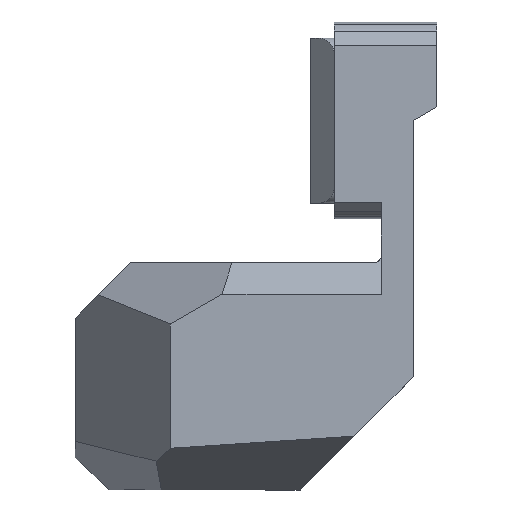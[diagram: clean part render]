
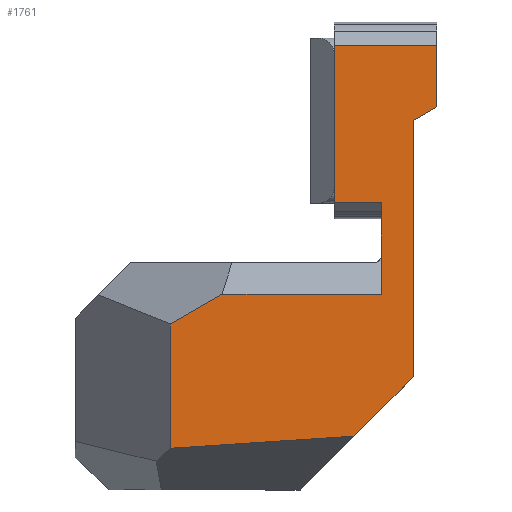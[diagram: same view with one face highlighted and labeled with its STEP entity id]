
A CAD part, left-side view. The second image highlights one B-rep face of the part: STEP entity #1761.
In plain terms, the highlighted planar face has unit normal (-1, 0, 0).
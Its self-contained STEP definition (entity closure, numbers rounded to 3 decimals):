
#5 = EDGE_LOOP ( 'NONE', ( #1456, #961, #56, #1937, #1977, #898, #675, #323, #1322, #588, #1050, #739 ) ) ;
#20 = CARTESIAN_POINT ( 'NONE',  ( 12.5, 28.125, 39.184 ) ) ;
#21 = DIRECTION ( 'NONE',  ( 0., 0., -1. ) ) ;
#41 = VECTOR ( 'NONE', #258, 1000. ) ;
#54 = CARTESIAN_POINT ( 'NONE',  ( 12.5, 24.825, 50.165 ) ) ;
#56 = ORIENTED_EDGE ( 'NONE', *, *, #1739, .F. ) ;
#151 = VERTEX_POINT ( 'NONE', #999 ) ;
#185 = DIRECTION ( 'NONE',  ( 0., 1., 0. ) ) ;
#204 = DIRECTION ( 'NONE',  ( 0., 0.866, -0.499 ) ) ;
#210 = VERTEX_POINT ( 'NONE', #1441 ) ;
#227 = LINE ( 'NONE', #1301, #1001 ) ;
#229 = VERTEX_POINT ( 'NONE', #1133 ) ;
#233 = VERTEX_POINT ( 'NONE', #974 ) ;
#258 = DIRECTION ( 'NONE',  ( 0., 0.866, -0.5 ) ) ;
#323 = ORIENTED_EDGE ( 'NONE', *, *, #1455, .T. ) ;
#343 = LINE ( 'NONE', #20, #513 ) ;
#382 = VERTEX_POINT ( 'NONE', #1074 ) ;
#432 = VERTEX_POINT ( 'NONE', #1582 ) ;
#441 = CARTESIAN_POINT ( 'NONE',  ( 12.5, 37.939, 11.967 ) ) ;
#496 = DIRECTION ( 'NONE',  ( 1., 0., 0. ) ) ;
#513 = VECTOR ( 'NONE', #653, 1000. ) ;
#518 = EDGE_CURVE ( 'NONE', #382, #997, #1660, .T. ) ;
#545 = CARTESIAN_POINT ( 'NONE',  ( 12.5, 21.625, 34.683 ) ) ;
#562 = CARTESIAN_POINT ( 'NONE',  ( 12.5, 24.825, 21.681 ) ) ;
#566 = EDGE_CURVE ( 'NONE', #724, #1166, #591, .T. ) ;
#568 = CARTESIAN_POINT ( 'NONE',  ( 12.5, 26.475, 37.434 ) ) ;
#571 = VECTOR ( 'NONE', #1105, 1000. ) ;
#588 = ORIENTED_EDGE ( 'NONE', *, *, #518, .T. ) ;
#591 = LINE ( 'NONE', #562, #2020 ) ;
#601 = EDGE_CURVE ( 'NONE', #229, #1933, #1346, .T. ) ;
#653 = DIRECTION ( 'NONE',  ( 0., 0., 1. ) ) ;
#664 = EDGE_CURVE ( 'NONE', #432, #151, #343, .T. ) ;
#675 = ORIENTED_EDGE ( 'NONE', *, *, #601, .F. ) ;
#724 = VERTEX_POINT ( 'NONE', #1916 ) ;
#734 = CARTESIAN_POINT ( 'NONE',  ( 12.5, 35.234, 21.681 ) ) ;
#739 = ORIENTED_EDGE ( 'NONE', *, *, #1695, .F. ) ;
#778 = AXIS2_PLACEMENT_3D ( 'NONE', #54, #496, #1287 ) ;
#859 = DIRECTION ( 'NONE',  ( 0., -1., 0. ) ) ;
#897 = CARTESIAN_POINT ( 'NONE',  ( 12.5, 23.125, 57.425 ) ) ;
#898 = ORIENTED_EDGE ( 'NONE', *, *, #954, .T. ) ;
#947 = VECTOR ( 'NONE', #1554, 1000. ) ;
#949 = VECTOR ( 'NONE', #185, 1000. ) ;
#954 = EDGE_CURVE ( 'NONE', #1166, #1933, #227, .T. ) ;
#961 = ORIENTED_EDGE ( 'NONE', *, *, #664, .F. ) ;
#969 = CARTESIAN_POINT ( 'NONE',  ( 12.5, 38.493, 29.726 ) ) ;
#974 = CARTESIAN_POINT ( 'NONE',  ( 12.5, 21.625, 33.555 ) ) ;
#997 = VERTEX_POINT ( 'NONE', #1767 ) ;
#999 = CARTESIAN_POINT ( 'NONE',  ( 12.5, 28.125, 37.434 ) ) ;
#1001 = VECTOR ( 'NONE', #204, 1000. ) ;
#1004 = VECTOR ( 'NONE', #21, 1000. ) ;
#1029 = CARTESIAN_POINT ( 'NONE',  ( 12.5, 22.167, 33.242 ) ) ;
#1044 = VECTOR ( 'NONE', #1872, 1000. ) ;
#1048 = CARTESIAN_POINT ( 'NONE',  ( 12.5, 25.125, 27.481 ) ) ;
#1050 = ORIENTED_EDGE ( 'NONE', *, *, #1458, .F. ) ;
#1074 = CARTESIAN_POINT ( 'NONE',  ( 12.5, 23.125, 16.448 ) ) ;
#1105 = DIRECTION ( 'NONE',  ( 0., 0., 1. ) ) ;
#1133 = CARTESIAN_POINT ( 'NONE',  ( 12.5, 38.493, 11.931 ) ) ;
#1143 = VECTOR ( 'NONE', #1962, 1000. ) ;
#1166 = VERTEX_POINT ( 'NONE', #734 ) ;
#1189 = VERTEX_POINT ( 'NONE', #1048 ) ;
#1250 = CARTESIAN_POINT ( 'NONE',  ( 12.5, 27.286, 12.287 ) ) ;
#1254 = LINE ( 'NONE', #1608, #1004 ) ;
#1287 = DIRECTION ( 'NONE',  ( 0., 0., -1. ) ) ;
#1301 = CARTESIAN_POINT ( 'NONE',  ( 12.5, 42.209, 17.662 ) ) ;
#1310 = LINE ( 'NONE', #1934, #949 ) ;
#1320 = CARTESIAN_POINT ( 'NONE',  ( 12.5, 21.625, 37.434 ) ) ;
#1322 = ORIENTED_EDGE ( 'NONE', *, *, #2018, .T. ) ;
#1346 = LINE ( 'NONE', #969, #571 ) ;
#1387 = LINE ( 'NONE', #1250, #1044 ) ;
#1441 = CARTESIAN_POINT ( 'NONE',  ( 12.5, 26.876, 12.697 ) ) ;
#1455 = EDGE_CURVE ( 'NONE', #229, #210, #1698, .T. ) ;
#1456 = ORIENTED_EDGE ( 'NONE', *, *, #1817, .F. ) ;
#1458 = EDGE_CURVE ( 'NONE', #233, #997, #1861, .T. ) ;
#1467 = FACE_OUTER_BOUND ( 'NONE', #5, .T. ) ;
#1485 = PLANE ( 'NONE',  #778 ) ;
#1554 = DIRECTION ( 'NONE',  ( 0., -0.998, 0.066 ) ) ;
#1562 = CARTESIAN_POINT ( 'NONE',  ( 12.5, 38.493, 19.803 ) ) ;
#1582 = CARTESIAN_POINT ( 'NONE',  ( 12.5, 28.125, 27.481 ) ) ;
#1598 = VECTOR ( 'NONE', #1794, 1000. ) ;
#1608 = CARTESIAN_POINT ( 'NONE',  ( 12.5, 25.125, 48.084 ) ) ;
#1656 = EDGE_CURVE ( 'NONE', #1189, #724, #1254, .T. ) ;
#1660 = LINE ( 'NONE', #897, #1143 ) ;
#1680 = DIRECTION ( 'NONE',  ( 0., 1., 0. ) ) ;
#1695 = EDGE_CURVE ( 'NONE', #1928, #233, #1921, .T. ) ;
#1698 = LINE ( 'NONE', #441, #947 ) ;
#1739 = EDGE_CURVE ( 'NONE', #1189, #432, #1310, .T. ) ;
#1761 = ADVANCED_FACE ( 'NONE', ( #1467 ), #1485, .F. ) ;
#1767 = CARTESIAN_POINT ( 'NONE',  ( 12.5, 23.125, 32.689 ) ) ;
#1792 = LINE ( 'NONE', #568, #2021 ) ;
#1794 = DIRECTION ( 'NONE',  ( 0., 0., -1. ) ) ;
#1817 = EDGE_CURVE ( 'NONE', #151, #1928, #1792, .T. ) ;
#1861 = LINE ( 'NONE', #1029, #41 ) ;
#1872 = DIRECTION ( 'NONE',  ( 0., -0.707, 0.707 ) ) ;
#1916 = CARTESIAN_POINT ( 'NONE',  ( 12.5, 25.125, 21.681 ) ) ;
#1921 = LINE ( 'NONE', #545, #1598 ) ;
#1928 = VERTEX_POINT ( 'NONE', #1320 ) ;
#1933 = VERTEX_POINT ( 'NONE', #1562 ) ;
#1934 = CARTESIAN_POINT ( 'NONE',  ( 12.5, 20.144, 27.481 ) ) ;
#1937 = ORIENTED_EDGE ( 'NONE', *, *, #1656, .T. ) ;
#1962 = DIRECTION ( 'NONE',  ( 0., 0., 1. ) ) ;
#1977 = ORIENTED_EDGE ( 'NONE', *, *, #566, .T. ) ;
#2018 = EDGE_CURVE ( 'NONE', #210, #382, #1387, .T. ) ;
#2020 = VECTOR ( 'NONE', #1680, 1000. ) ;
#2021 = VECTOR ( 'NONE', #859, 1000. ) ;
